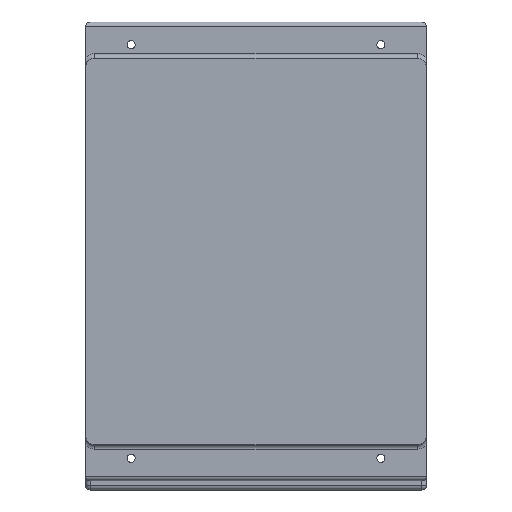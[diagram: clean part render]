
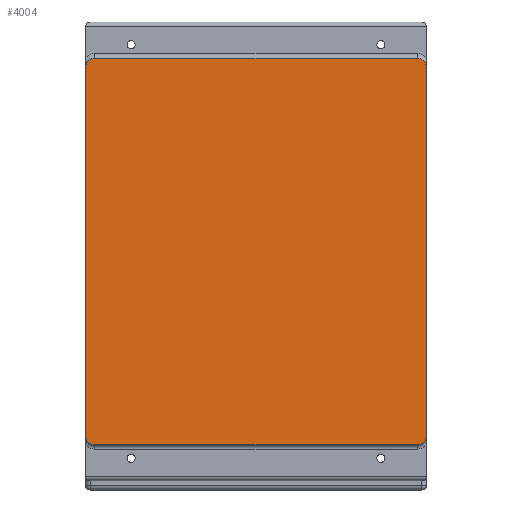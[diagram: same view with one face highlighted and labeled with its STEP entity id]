
A CAD part, front view. The second image highlights one B-rep face of the part: STEP entity #4004.
In plain terms, the highlighted planar face has unit normal (0, -1, 0).
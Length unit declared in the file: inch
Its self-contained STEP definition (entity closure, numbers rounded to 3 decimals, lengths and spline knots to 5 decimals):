
#204=PLANE('',#4383);
#364=FACE_OUTER_BOUND('',#637,.T.);
#637=EDGE_LOOP('',(#3125,#3126,#3127,#3128,#3129,#3130,#3131,#3132));
#939=LINE('',#6392,#1293);
#949=LINE('',#6420,#1303);
#950=LINE('',#6422,#1304);
#951=LINE('',#6423,#1305);
#1293=VECTOR('',#5180,0.3937);
#1303=VECTOR('',#5206,0.3937);
#1304=VECTOR('',#5209,0.3937);
#1305=VECTOR('',#5210,0.3937);
#1589=CIRCLE('',#4371,0.1);
#1591=CIRCLE('',#4375,0.1);
#1595=CIRCLE('',#4384,0.1);
#1596=CIRCLE('',#4385,0.1);
#1858=VERTEX_POINT('',#6361);
#1859=VERTEX_POINT('',#6363);
#1868=VERTEX_POINT('',#6383);
#1869=VERTEX_POINT('',#6385);
#1871=VERTEX_POINT('',#6391);
#1879=VERTEX_POINT('',#6416);
#1880=VERTEX_POINT('',#6417);
#1881=VERTEX_POINT('',#6419);
#2309=EDGE_CURVE('',#1858,#1859,#1589,.T.);
#2319=EDGE_CURVE('',#1868,#1869,#1591,.T.);
#2322=EDGE_CURVE('',#1869,#1871,#939,.T.);
#2335=EDGE_CURVE('',#1879,#1880,#1595,.T.);
#2336=EDGE_CURVE('',#1881,#1879,#949,.T.);
#2337=EDGE_CURVE('',#1871,#1881,#1596,.T.);
#2338=EDGE_CURVE('',#1859,#1868,#950,.T.);
#2339=EDGE_CURVE('',#1880,#1858,#951,.T.);
#3125=ORIENTED_EDGE('',*,*,#2335,.F.);
#3126=ORIENTED_EDGE('',*,*,#2336,.F.);
#3127=ORIENTED_EDGE('',*,*,#2337,.F.);
#3128=ORIENTED_EDGE('',*,*,#2322,.F.);
#3129=ORIENTED_EDGE('',*,*,#2319,.F.);
#3130=ORIENTED_EDGE('',*,*,#2338,.F.);
#3131=ORIENTED_EDGE('',*,*,#2309,.F.);
#3132=ORIENTED_EDGE('',*,*,#2339,.F.);
#4004=ADVANCED_FACE('',(#364),#204,.F.);
#4371=AXIS2_PLACEMENT_3D('',#6364,#5158,#5159);
#4375=AXIS2_PLACEMENT_3D('',#6386,#5174,#5175);
#4383=AXIS2_PLACEMENT_3D('',#6415,#5202,#5203);
#4384=AXIS2_PLACEMENT_3D('',#6418,#5204,#5205);
#4385=AXIS2_PLACEMENT_3D('',#6421,#5207,#5208);
#5158=DIRECTION('center_axis',(0.,1.,0.));
#5159=DIRECTION('ref_axis',(-0.707,0.,-0.707));
#5174=DIRECTION('center_axis',(0.,1.,0.));
#5175=DIRECTION('ref_axis',(-0.707,0.,0.707));
#5180=DIRECTION('',(1.,0.,0.));
#5202=DIRECTION('center_axis',(0.,1.,0.));
#5203=DIRECTION('ref_axis',(1.,0.,0.));
#5204=DIRECTION('center_axis',(0.,1.,0.));
#5205=DIRECTION('ref_axis',(0.707,0.,-0.707));
#5206=DIRECTION('',(0.,0.,-1.));
#5207=DIRECTION('center_axis',(0.,1.,0.));
#5208=DIRECTION('ref_axis',(0.707,0.,0.707));
#5209=DIRECTION('',(0.,0.,1.));
#5210=DIRECTION('',(-1.,0.,0.));
#6361=CARTESIAN_POINT('',(0.1,0.,-4.25));
#6363=CARTESIAN_POINT('',(0.,0.,-4.15));
#6364=CARTESIAN_POINT('Origin',(0.1,0.,-4.15));
#6383=CARTESIAN_POINT('',(0.,0.,-0.1));
#6385=CARTESIAN_POINT('',(0.1,0.,0.));
#6386=CARTESIAN_POINT('Origin',(0.1,0.,-0.1));
#6391=CARTESIAN_POINT('',(3.65,0.,0.));
#6392=CARTESIAN_POINT('',(0.,0.,0.));
#6415=CARTESIAN_POINT('Origin',(1.875,0.,-2.125));
#6416=CARTESIAN_POINT('',(3.75,0.,-4.15));
#6417=CARTESIAN_POINT('',(3.65,0.,-4.25));
#6418=CARTESIAN_POINT('Origin',(3.65,0.,-4.15));
#6419=CARTESIAN_POINT('',(3.75,0.,-0.1));
#6420=CARTESIAN_POINT('',(3.75,0.,0.));
#6421=CARTESIAN_POINT('Origin',(3.65,0.,-0.1));
#6422=CARTESIAN_POINT('',(0.,0.,-4.25));
#6423=CARTESIAN_POINT('',(3.75,0.,-4.25));
